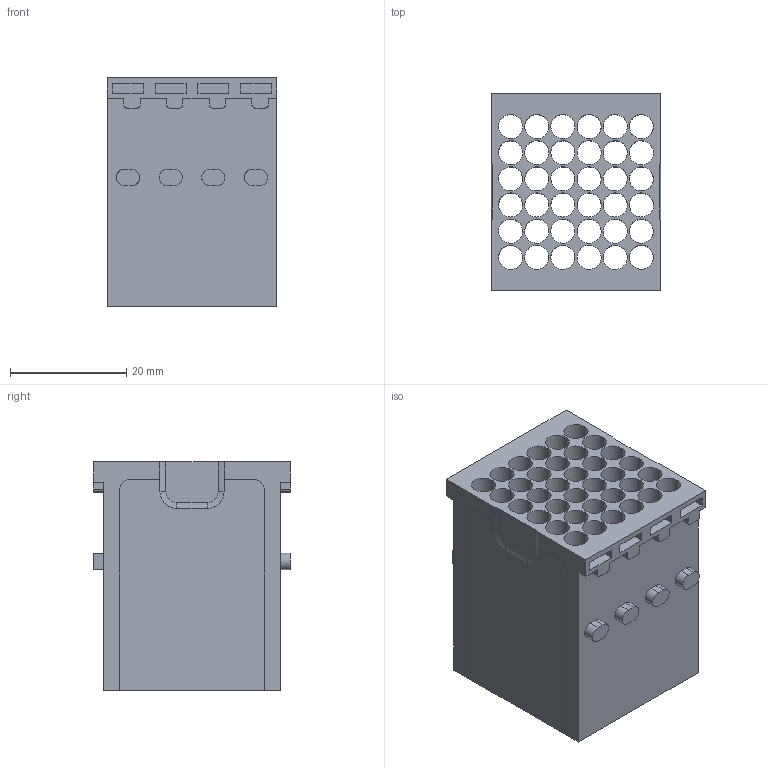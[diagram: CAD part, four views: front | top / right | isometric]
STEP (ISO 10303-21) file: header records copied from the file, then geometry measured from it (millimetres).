
FILE_DESCRIPTION(('CATIA V5 STEP Exchange','CAx-IF Rec.Pracs.--- Model Styling and Organization---1.5--- 2016-08-15','CAx-IF Rec.Pracs.---Supplemental Geometry---1.0---2011-11-01','CAx-IF Rec.Pracs.--- Composite Materials ---1.1---2010-07-15'),'2;1');
FILE_NAME ('13199143_4', '2025-07-15T06:16:03+00:00', ('none'), ('Weidmueller'), 'CATIA Version 5-6 Release 2024 SP4', 'CATIA V5 STEP AP214 v3', 'none');
FILE_SCHEMA(('AUTOMOTIVE_DESIGN { 1 0 10303 214 1 1 1 1 }'));
Length unit declared in the file: millimetre
Products named in the file (1): Token_1428860000
Bounding box: 29.2 x 34 x 39.3 mm (x, y, z)
Volume: 12587.6 mm3; surface area: 21272.3 mm2
Topology: 1 solids, 1 shells, 347 faces, 960 edges, 640 vertices
Faces by surface type: plane 203, cylinder 140, cone 4
Entity records: 13355 total; most frequent: CARTESIAN_POINT 5390, ORIENTED_EDGE 1920, DIRECTION 1111, EDGE_CURVE 960, VECTOR 672, LINE 672, VERTEX_POINT 640, EDGE_LOOP 444
